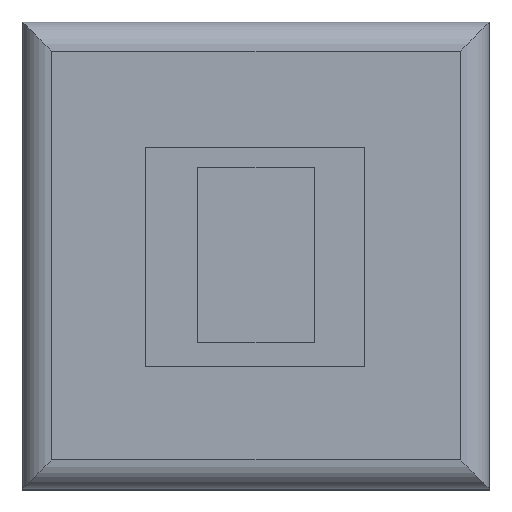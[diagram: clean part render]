
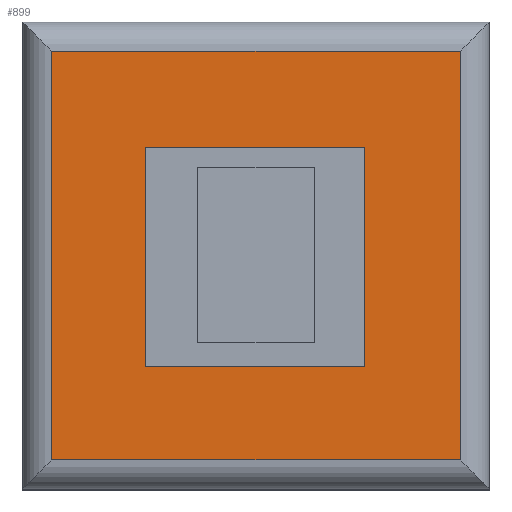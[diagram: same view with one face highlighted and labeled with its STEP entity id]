
A CAD part, top view. The second image highlights one B-rep face of the part: STEP entity #899.
In plain terms, the highlighted planar face has unit normal (0, 0, 1).
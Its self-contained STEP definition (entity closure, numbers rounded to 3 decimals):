
#81=FACE_OUTER_BOUND('',#139,.T.);
#139=EDGE_LOOP('',(#739,#740,#741,#742));
#227=LINE('',#1397,#339);
#229=LINE('',#1405,#341);
#231=LINE('',#1411,#343);
#234=LINE('',#1417,#346);
#339=VECTOR('',#1147,10.);
#341=VECTOR('',#1155,10.);
#343=VECTOR('',#1161,10.);
#346=VECTOR('',#1168,10.);
#427=VERTEX_POINT('',#1395);
#428=VERTEX_POINT('',#1396);
#431=VERTEX_POINT('',#1404);
#433=VERTEX_POINT('',#1410);
#527=EDGE_CURVE('',#427,#428,#227,.T.);
#531=EDGE_CURVE('',#428,#431,#229,.T.);
#534=EDGE_CURVE('',#431,#433,#231,.T.);
#538=EDGE_CURVE('',#433,#427,#234,.T.);
#739=ORIENTED_EDGE('',*,*,#527,.F.);
#740=ORIENTED_EDGE('',*,*,#538,.F.);
#741=ORIENTED_EDGE('',*,*,#534,.F.);
#742=ORIENTED_EDGE('',*,*,#531,.F.);
#841=PLANE('',#983);
#899=ADVANCED_FACE('',(#81),#841,.T.);
#983=AXIS2_PLACEMENT_3D('',#1428,#1178,#1179);
#1147=DIRECTION('',(-1.,0.,0.));
#1155=DIRECTION('',(0.,1.,0.));
#1161=DIRECTION('',(1.,0.,0.));
#1168=DIRECTION('',(0.,-1.,0.));
#1178=DIRECTION('center_axis',(0.,0.,1.));
#1179=DIRECTION('ref_axis',(1.,0.,0.));
#1395=CARTESIAN_POINT('',(6.,-0.6,11.55));
#1396=CARTESIAN_POINT('',(-1.,-0.6,11.55));
#1397=CARTESIAN_POINT('',(0.5,-0.6,11.55));
#1404=CARTESIAN_POINT('',(-1.,6.4,11.55));
#1405=CARTESIAN_POINT('',(-1.,4.9,11.55));
#1410=CARTESIAN_POINT('',(6.,6.4,11.55));
#1411=CARTESIAN_POINT('',(4.5,6.4,11.55));
#1417=CARTESIAN_POINT('',(6.,0.9,11.55));
#1428=CARTESIAN_POINT('Origin',(2.5,2.9,11.55));
